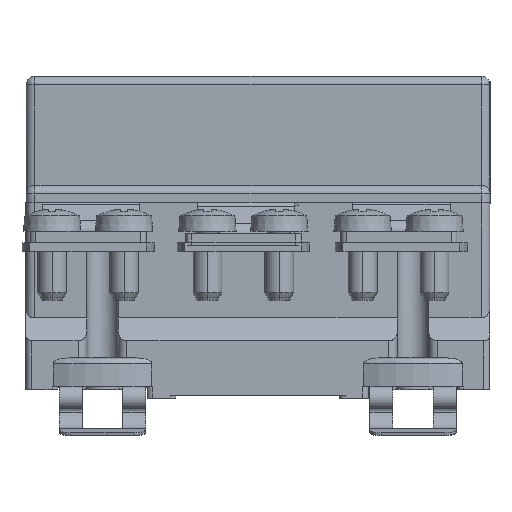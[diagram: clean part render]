
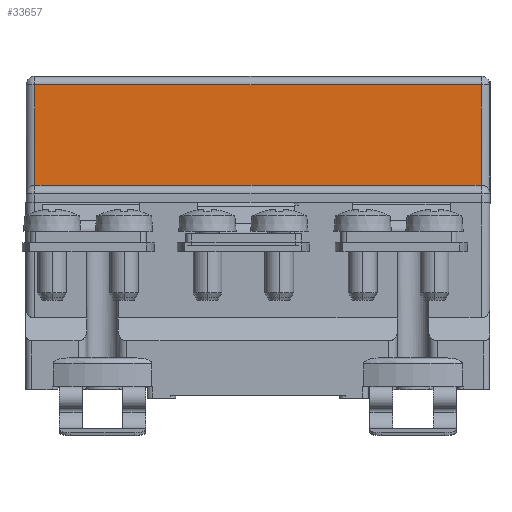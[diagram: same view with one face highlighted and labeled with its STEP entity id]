
A CAD part, top view. The second image highlights one B-rep face of the part: STEP entity #33657.
In plain terms, the highlighted face is planar.
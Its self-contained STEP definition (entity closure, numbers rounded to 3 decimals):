
#30093=DIRECTION('',(0.,0.,-1.));
#30094=VECTOR('',#30093,77.7);
#30095=CARTESIAN_POINT('',(22.5,3.,38.85));
#30096=LINE('',#30095,#30094);
#30160=DIRECTION('',(0.,1.,0.));
#30161=VECTOR('',#30160,17.5);
#30162=CARTESIAN_POINT('',(22.5,3.,-38.85));
#30163=LINE('',#30162,#30161);
#30167=DIRECTION('',(0.,-1.,0.));
#30168=VECTOR('',#30167,17.5);
#30169=CARTESIAN_POINT('',(22.5,20.5,38.85));
#30170=LINE('',#30169,#30168);
#30719=DIRECTION('',(0.,0.,1.));
#30720=VECTOR('',#30719,77.7);
#30721=CARTESIAN_POINT('',(22.5,20.5,-38.85));
#30722=LINE('',#30721,#30720);
#32935=CARTESIAN_POINT('',(22.5,3.,-38.85));
#32936=VERTEX_POINT('',#32935);
#32937=CARTESIAN_POINT('',(22.5,3.,38.85));
#32938=VERTEX_POINT('',#32937);
#32949=CARTESIAN_POINT('',(22.5,20.5,-38.85));
#32950=VERTEX_POINT('',#32949);
#32951=CARTESIAN_POINT('',(22.5,20.5,38.85));
#32952=VERTEX_POINT('',#32951);
#33644=CARTESIAN_POINT('',(22.5,3.,-40.35));
#33645=DIRECTION('',(1.,0.,0.));
#33646=DIRECTION('',(0.,1.,0.));
#33647=AXIS2_PLACEMENT_3D('',#33644,#33645,#33646);
#33648=PLANE('',#33647);
#33650=ORIENTED_EDGE('',*,*,#33649,.F.);
#33652=ORIENTED_EDGE('',*,*,#33651,.F.);
#33653=ORIENTED_EDGE('',*,*,#33630,.F.);
#33654=ORIENTED_EDGE('',*,*,#33564,.F.);
#33655=EDGE_LOOP('',(#33650,#33652,#33653,#33654));
#33656=FACE_OUTER_BOUND('',#33655,.F.);
#33564=EDGE_CURVE('',#32938,#32936,#30096,.T.);
#33630=EDGE_CURVE('',#32936,#32950,#30163,.T.);
#33649=EDGE_CURVE('',#32952,#32938,#30170,.T.);
#33651=EDGE_CURVE('',#32950,#32952,#30722,.T.);
#33657=ADVANCED_FACE('',(#33656),#33648,.T.);
